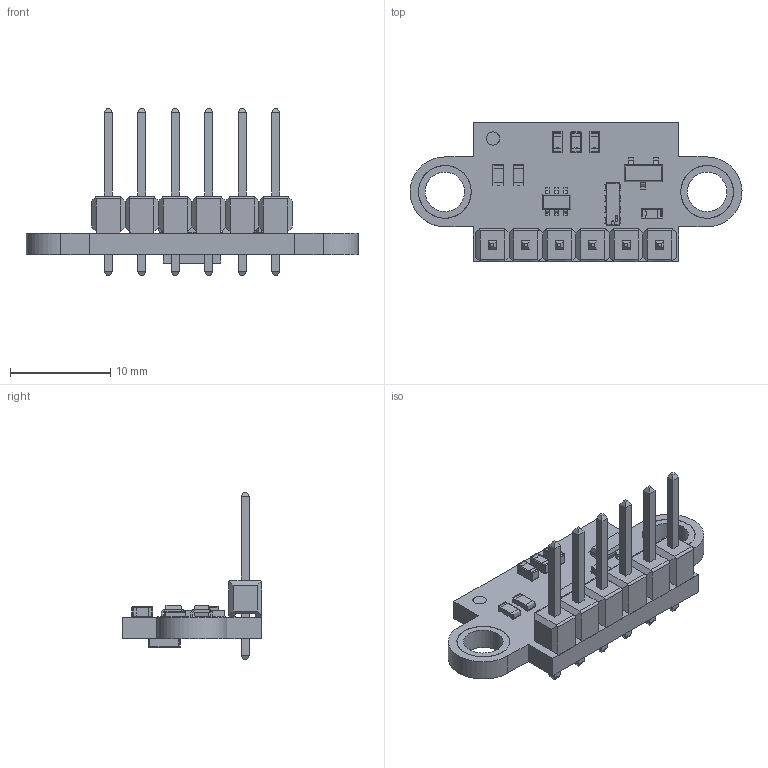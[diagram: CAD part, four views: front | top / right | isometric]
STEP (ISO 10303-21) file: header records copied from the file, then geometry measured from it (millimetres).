
FILE_DESCRIPTION(('FreeCAD Model'),'2;1');
FILE_NAME('Open CASCADE Shape Model','2025-05-03T10:32:14',('FreeCAD'),( 'FreeCAD'),'Open CASCADE STEP processor 7.6','FreeCAD','Unknown');
FILE_SCHEMA(('AUTOMOTIVE_DESIGN { 1 0 10303 214 1 1 1 1 }'));
Products named in the file (1): Open CASCADE STEP translator 7.6 1
Bounding box: 33.16 x 13.98 x 16.71 mm (x, y, z)
Volume: 809.6 mm3; surface area: 2356.4 mm2
Topology: 88 solids, 94 shells, 1744 faces, 4404 edges, 2816 vertices
Faces by surface type: bspline 1744
Entity records: 56827 total; most frequent: CARTESIAN_POINT 30248, ORIENTED_EDGE 8702, EDGE_CURVE 4371, B_SPLINE_CURVE_WITH_KNOTS 3721, VERTEX_POINT 2816, FACE_BOUND 1817, EDGE_LOOP 1817, ADVANCED_FACE 1744
